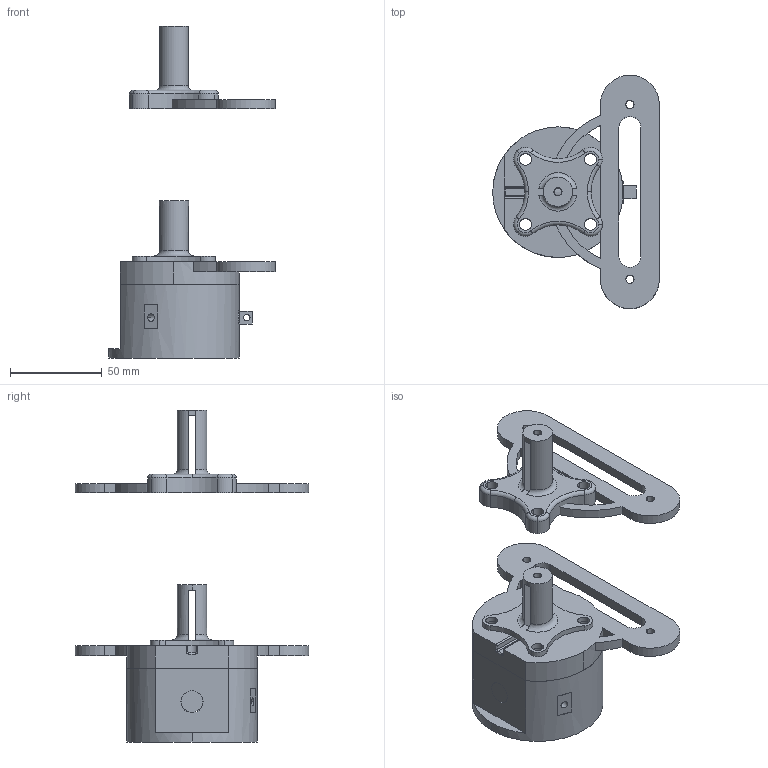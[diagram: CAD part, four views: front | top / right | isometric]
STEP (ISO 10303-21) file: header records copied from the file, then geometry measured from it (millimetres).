
FILE_DESCRIPTION (( 'STEP AP203' ), '1' );
FILE_NAME ('Ensamblaje.STEP', '2024-10-31T02:48:49', ( '' ), ( '' ), 'SwSTEP 2.0', 'SolidWorks 2022', '' );
FILE_SCHEMA (( 'CONFIG_CONTROL_DESIGN' ));
Length unit declared in the file: millimetre
Products named in the file (6): Pestillo; Iman; Base; gripper1 v10; Camara; Ensamblaje
Assembly tree (5 placements, depth 2):
  Ensamblaje
    gripper1 v10
    Base
    Camara
    Pestillo
    Iman
Bounding box: 90.68 x 127 x 180.65 mm (x, y, z)
Volume: 219908.5 mm3; surface area: 79593.2 mm2
Topology: 6 solids, 7 shells, 272 faces, 749 edges, 488 vertices
Faces by surface type: cylinder 158, plane 91, torus 21, bspline 2
Entity records: 10244 total; most frequent: CARTESIAN_POINT 2276, DIRECTION 1632, ORIENTED_EDGE 1498, EDGE_CURVE 749, AXIS2_PLACEMENT_3D 636, VERTEX_POINT 488, VECTOR 360, LINE 360
